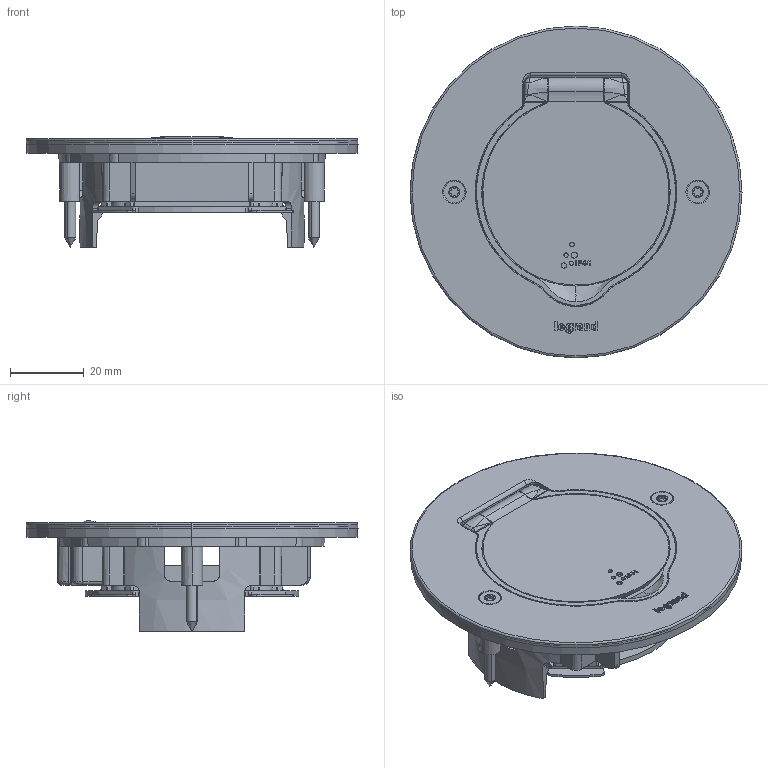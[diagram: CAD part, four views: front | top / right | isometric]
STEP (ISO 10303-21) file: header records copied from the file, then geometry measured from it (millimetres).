
FILE_DESCRIPTION(('CATIA V5 STEP Exchange','CAx-IF Rec.Pracs.--- Model Styling and Organization---1.5--- 2016-08-15','CAx-IF Rec.Pracs.---Supplemental Geometry---1.0---2011-11-01','CAx-IF Rec.Pracs.--- Composite Materials ---1.1---2010-07-15'),'2;1');
FILE_NAME('089701.stp','2024-12-18T07:26:14+00:00',('none'),('none'),'CATIA Version 5-6 Release 2020 SP5','CATIA V5 STEP AP214 v2','none');
FILE_SCHEMA(('AUTOMOTIVE_DESIGN { 1 0 10303 214 1 1 1 1 }'));
Products named in the file (1): 089701_AllCATPart
Bounding box: 90 x 90 x 30 mm (x, y, z)
Volume: 32346.9 mm3; surface area: 41796.5 mm2
Topology: 9 solids, 9 shells, 1973 faces, 5703 edges, 3767 vertices
Faces by surface type: plane 1453, cone 303, cylinder 128, bspline 44, torus 42, sphere 2, extrusion 1
Entity records: 68920 total; most frequent: CARTESIAN_POINT 19266, ORIENTED_EDGE 11390, DIRECTION 8472, EDGE_CURVE 5695, VECTOR 4363, LINE 4362, VERTEX_POINT 3767, AXIS2_PLACEMENT_3D 2375
